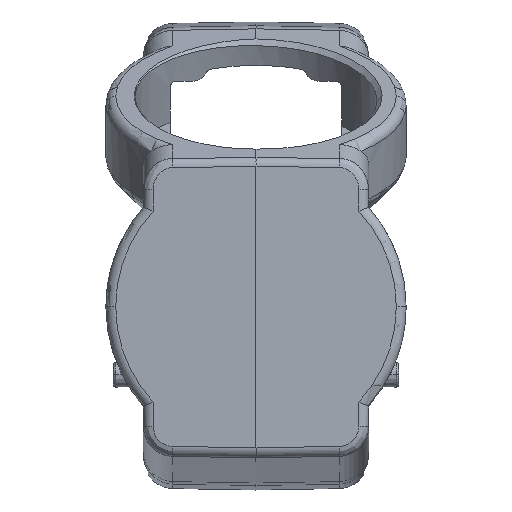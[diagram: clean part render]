
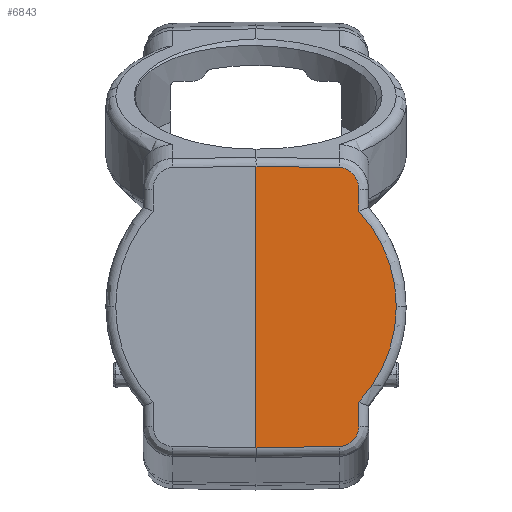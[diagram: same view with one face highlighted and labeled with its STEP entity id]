
A CAD part, top view. The second image highlights one B-rep face of the part: STEP entity #6843.
In plain terms, the highlighted planar face has unit normal (0.018, 0, 1).
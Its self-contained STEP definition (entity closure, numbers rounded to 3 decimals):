
#146=CARTESIAN_POINT('',(0.,17.692,101.));
#159=DIRECTION('',(1.,-0.011,-0.017));
#160=VECTOR('',#159,16.608);
#161=CARTESIAN_POINT('',(0.,17.692,101.));
#162=LINE('',#161,#160);
#163=CARTESIAN_POINT('',(16.605,17.511,100.71));
#164=CARTESIAN_POINT('',(16.935,17.506,100.704));
#165=CARTESIAN_POINT('',(17.58,17.407,100.693));
#166=CARTESIAN_POINT('',(18.534,16.975,100.676));
#167=CARTESIAN_POINT('',(19.363,16.303,100.662));
#168=CARTESIAN_POINT('',(20.015,15.389,100.651));
#169=CARTESIAN_POINT('',(20.432,14.306,100.643));
#170=CARTESIAN_POINT('',(20.53,13.513,100.642));
#171=CARTESIAN_POINT('',(20.535,13.095,100.642));
#173=CARTESIAN_POINT('',(0.041,-10.304,100.999));
#174=DIRECTION('',(-0.017,0.,-1.));
#175=DIRECTION('',(0.732,0.681,-0.013));
#176=AXIS2_PLACEMENT_3D('',#173,#174,#175);
#178=CARTESIAN_POINT('',(0.042,-10.303,100.999));
#179=DIRECTION('',(-0.017,0.,-1.));
#180=DIRECTION('',(1.,0.,-0.017));
#181=AXIS2_PLACEMENT_3D('',#178,#179,#180);
#183=DIRECTION('',(-1.,-0.016,0.017));
#184=VECTOR('',#183,16.609);
#185=CARTESIAN_POINT('',(16.605,-38.237,100.71));
#186=LINE('',#185,#184);
#187=DIRECTION('',(0.,-1.,0.));
#188=VECTOR('',#187,56.191);
#189=CARTESIAN_POINT('',(0.,17.692,101.));
#190=LINE('',#189,#188);
#218=CARTESIAN_POINT('',(16.605,-38.237,100.71));
#219=CARTESIAN_POINT('',(16.952,-38.23,100.704));
#220=CARTESIAN_POINT('',(17.624,-38.13,100.692));
#221=CARTESIAN_POINT('',(18.596,-37.715,100.675));
#222=CARTESIAN_POINT('',(19.43,-37.066,100.661));
#223=CARTESIAN_POINT('',(20.057,-36.215,100.65));
#224=CARTESIAN_POINT('',(20.446,-35.239,100.643));
#225=CARTESIAN_POINT('',(20.533,-34.569,100.642));
#226=CARTESIAN_POINT('',(20.535,-34.224,100.642));
#238=DIRECTION('',(0.,1.,0.));
#239=VECTOR('',#238,4.848);
#240=CARTESIAN_POINT('',(20.535,-34.224,100.642));
#241=LINE('',#240,#239);
#4329=DIRECTION('',(0.,1.,0.));
#4330=VECTOR('',#4329,4.326);
#4331=CARTESIAN_POINT('',(20.535,8.769,100.642));
#4332=LINE('',#4331,#4330);
#5374=VERTEX_POINT('',#146);
#5375=CARTESIAN_POINT('',(16.605,17.511,100.71));
#5376=VERTEX_POINT('',#5375);
#5378=CARTESIAN_POINT('',(20.535,13.095,100.642));
#5379=VERTEX_POINT('',#5378);
#5380=CARTESIAN_POINT('',(20.535,8.769,100.642));
#5381=CARTESIAN_POINT('',(28.035,-10.297,100.511));
#5382=VERTEX_POINT('',#5380);
#5383=VERTEX_POINT('',#5381);
#5384=CARTESIAN_POINT('',(20.535,-29.376,100.642));
#5385=VERTEX_POINT('',#5384);
#5386=VERTEX_POINT('',#218);
#5387=VERTEX_POINT('',#226);
#5388=CARTESIAN_POINT('',(0.,-38.499,
101.));
#5389=VERTEX_POINT('',#5388);
#6820=CARTESIAN_POINT('',(14.017,-10.403,100.755));
#6821=DIRECTION('',(0.017,0.,1.));
#6822=DIRECTION('',(0.,-1.,0.));
#6823=AXIS2_PLACEMENT_3D('',#6820,#6821,#6822);
#6824=PLANE('',#6823);
#6826=ORIENTED_EDGE('',*,*,#6825,.F.);
#6827=ORIENTED_EDGE('',*,*,#6764,.T.);
#6828=ORIENTED_EDGE('',*,*,#6810,.T.);
#6830=ORIENTED_EDGE('',*,*,#6829,.F.);
#6832=ORIENTED_EDGE('',*,*,#6831,.T.);
#6834=ORIENTED_EDGE('',*,*,#6833,.T.);
#6836=ORIENTED_EDGE('',*,*,#6835,.F.);
#6838=ORIENTED_EDGE('',*,*,#6837,.F.);
#6840=ORIENTED_EDGE('',*,*,#6839,.T.);
#6841=EDGE_LOOP('',(#6826,#6827,#6828,#6830,#6832,#6834,#6836,#6838,#6840));
#6842=FACE_OUTER_BOUND('',#6841,.F.);
#6843=ADVANCED_FACE('',(#6842),#6824,.T.);
#172=B_SPLINE_CURVE_WITH_KNOTS('',3,(#163,#164,#165,#166,#167,#168,#169,#170,
#171),.UNSPECIFIED.,.F.,.F.,(4,1,1,1,1,1,4),(0.,0.167,
0.333,0.5,0.667,0.833,1.),
.UNSPECIFIED.);
#177=CIRCLE('',#176,27.998);
#182=CIRCLE('',#181,27.998);
#227=B_SPLINE_CURVE_WITH_KNOTS('',3,(#218,#219,#220,#221,#222,#223,#224,#225,
#226),.UNSPECIFIED.,.F.,.F.,(4,1,1,1,1,1,4),(0.,0.167,
0.333,0.5,0.667,0.833,1.),
.UNSPECIFIED.);
#6764=EDGE_CURVE('',#5374,#5376,#162,.T.);
#6810=EDGE_CURVE('',#5376,#5379,#172,.T.);
#6825=EDGE_CURVE('',#5374,#5389,#190,.T.);
#6829=EDGE_CURVE('',#5382,#5379,#4332,.T.);
#6831=EDGE_CURVE('',#5382,#5383,#177,.T.);
#6833=EDGE_CURVE('',#5383,#5385,#182,.T.);
#6835=EDGE_CURVE('',#5387,#5385,#241,.T.);
#6837=EDGE_CURVE('',#5386,#5387,#227,.T.);
#6839=EDGE_CURVE('',#5386,#5389,#186,.T.);
